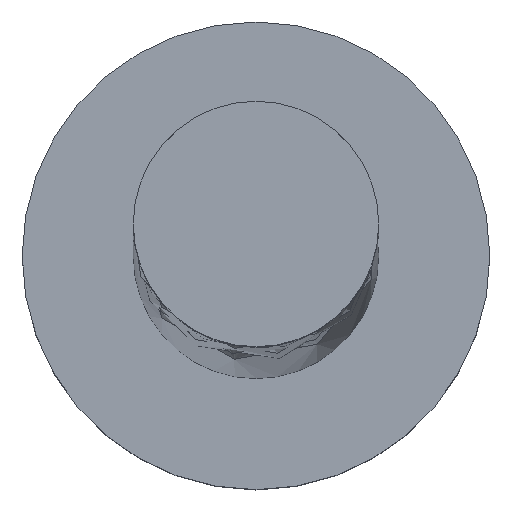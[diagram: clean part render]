
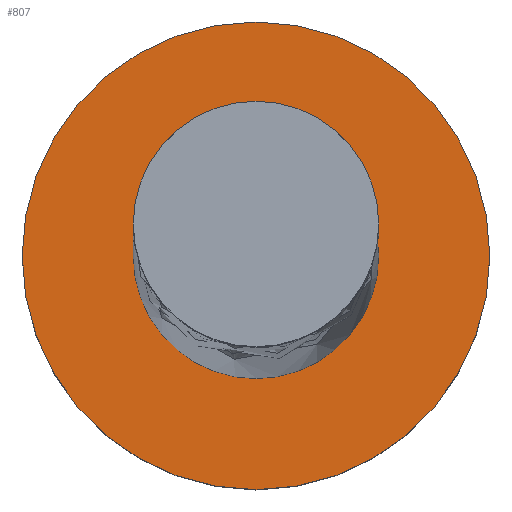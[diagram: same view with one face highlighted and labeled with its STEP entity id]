
A CAD part, top view. The second image highlights one B-rep face of the part: STEP entity #807.
In plain terms, the highlighted planar face has unit normal (0, 0, 1).
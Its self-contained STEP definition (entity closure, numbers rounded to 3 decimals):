
#9 = VERTEX_POINT ( 'NONE', #726 ) ;
#185 = DIRECTION ( 'NONE',  ( 1., 0., 0. ) ) ;
#245 = CARTESIAN_POINT ( 'NONE',  ( 0., 0., 3. ) ) ;
#249 = EDGE_CURVE ( 'NONE', #824, #1126, #1617, .T. ) ;
#293 = VERTEX_POINT ( 'NONE', #333 ) ;
#296 = CARTESIAN_POINT ( 'NONE',  ( 0., 0., 3. ) ) ;
#333 = CARTESIAN_POINT ( 'NONE',  ( -4., 0., 3. ) ) ;
#355 = AXIS2_PLACEMENT_3D ( 'NONE', #505, #410, #980 ) ;
#387 = CARTESIAN_POINT ( 'NONE',  ( 0., 0., 3. ) ) ;
#410 = DIRECTION ( 'NONE',  ( 0., 0., 1. ) ) ;
#413 = CIRCLE ( 'NONE', #1251, 4. ) ;
#428 = ORIENTED_EDGE ( 'NONE', *, *, #832, .F. ) ;
#505 = CARTESIAN_POINT ( 'NONE',  ( 0., 0., 3. ) ) ;
#509 = EDGE_CURVE ( 'NONE', #293, #9, #413, .T. ) ;
#523 = DIRECTION ( 'NONE',  ( 1., 0., 0. ) ) ;
#563 = CIRCLE ( 'NONE', #1287, 2.1 ) ;
#593 = EDGE_LOOP ( 'NONE', ( #428, #1787 ) ) ;
#637 = DIRECTION ( 'NONE',  ( 0., 0., 1. ) ) ;
#726 = CARTESIAN_POINT ( 'NONE',  ( 4., 0., 3. ) ) ;
#749 = DIRECTION ( 'NONE',  ( 0., 0., 1. ) ) ;
#805 = ORIENTED_EDGE ( 'NONE', *, *, #509, .T. ) ;
#807 = ADVANCED_FACE ( 'NONE', ( #1612, #1046 ), #933, .T. ) ;
#824 = VERTEX_POINT ( 'NONE', #1491 ) ;
#832 = EDGE_CURVE ( 'NONE', #1126, #824, #563, .T. ) ;
#845 = AXIS2_PLACEMENT_3D ( 'NONE', #296, #749, #185 ) ;
#911 = AXIS2_PLACEMENT_3D ( 'NONE', #1325, #637, #1059 ) ;
#916 = DIRECTION ( 'NONE',  ( 0., 0., 1. ) ) ;
#933 = PLANE ( 'NONE',  #911 ) ;
#980 = DIRECTION ( 'NONE',  ( 1., 0., 0. ) ) ;
#993 = ORIENTED_EDGE ( 'NONE', *, *, #1050, .T. ) ;
#1046 = FACE_OUTER_BOUND ( 'NONE', #1505, .T. ) ;
#1050 = EDGE_CURVE ( 'NONE', #9, #293, #1625, .T. ) ;
#1059 = DIRECTION ( 'NONE',  ( 1., 0., 0. ) ) ;
#1126 = VERTEX_POINT ( 'NONE', #1516 ) ;
#1251 = AXIS2_PLACEMENT_3D ( 'NONE', #387, #1768, #1477 ) ;
#1287 = AXIS2_PLACEMENT_3D ( 'NONE', #245, #916, #523 ) ;
#1325 = CARTESIAN_POINT ( 'NONE',  ( 0., 0., 3. ) ) ;
#1477 = DIRECTION ( 'NONE',  ( 1., 0., 0. ) ) ;
#1491 = CARTESIAN_POINT ( 'NONE',  ( 2.1, 0., 3. ) ) ;
#1505 = EDGE_LOOP ( 'NONE', ( #805, #993 ) ) ;
#1516 = CARTESIAN_POINT ( 'NONE',  ( -2.1, 0., 3. ) ) ;
#1612 = FACE_BOUND ( 'NONE', #593, .T. ) ;
#1617 = CIRCLE ( 'NONE', #845, 2.1 ) ;
#1625 = CIRCLE ( 'NONE', #355, 4. ) ;
#1768 = DIRECTION ( 'NONE',  ( 0., 0., 1. ) ) ;
#1787 = ORIENTED_EDGE ( 'NONE', *, *, #249, .F. ) ;
